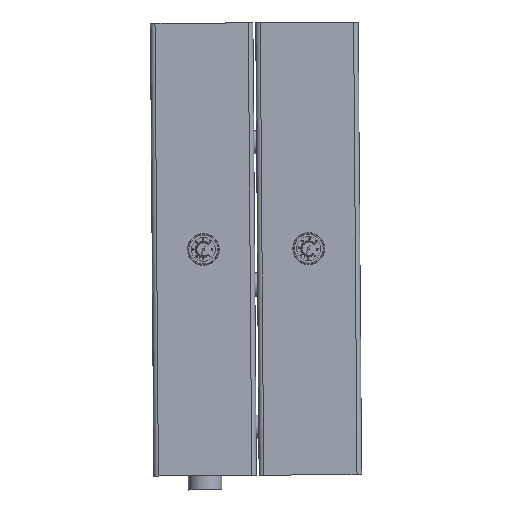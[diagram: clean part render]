
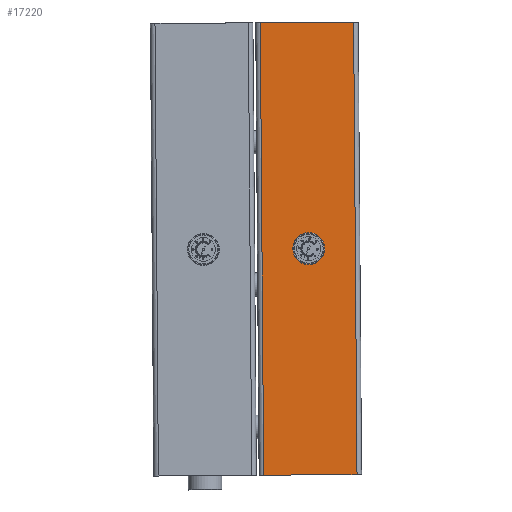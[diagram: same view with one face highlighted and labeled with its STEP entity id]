
A CAD part, left-side view. The second image highlights one B-rep face of the part: STEP entity #17220.
In plain terms, the highlighted face is planar.
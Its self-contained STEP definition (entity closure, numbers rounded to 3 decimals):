
#2128=LINE('',#28235,#4085);
#2129=LINE('',#28239,#4086);
#2130=LINE('',#28243,#4087);
#2131=LINE('',#28244,#4088);
#4085=VECTOR('',#23262,164.);
#4086=VECTOR('',#23267,795.);
#4087=VECTOR('',#23272,795.);
#4088=VECTOR('',#23273,164.);
#4764=PLANE('',#18592);
#5782=FACE_OUTER_BOUND('',#6801,.T.);
#6801=EDGE_LOOP('',(#16073,#16074,#16075,#16076));
#8881=VERTEX_POINT('',#28232);
#8882=VERTEX_POINT('',#28234);
#8883=VERTEX_POINT('',#28238);
#8884=VERTEX_POINT('',#28242);
#11281=EDGE_CURVE('',#8882,#8881,#2128,.T.);
#11283=EDGE_CURVE('',#8883,#8882,#2129,.T.);
#11285=EDGE_CURVE('',#8884,#8881,#2130,.T.);
#11286=EDGE_CURVE('',#8884,#8883,#2131,.T.);
#16073=ORIENTED_EDGE('',*,*,#11283,.T.);
#16074=ORIENTED_EDGE('',*,*,#11281,.T.);
#16075=ORIENTED_EDGE('',*,*,#11285,.F.);
#16076=ORIENTED_EDGE('',*,*,#11286,.T.);
#17220=ADVANCED_FACE('',(#5782),#4764,.F.);
#18592=AXIS2_PLACEMENT_3D('',#28241,#23270,#23271);
#23262=DIRECTION('',(-1.,0.,0.));
#23267=DIRECTION('',(0.,0.,1.));
#23270=DIRECTION('center_axis',(0.,1.,0.));
#23271=DIRECTION('ref_axis',(1.,0.,0.));
#23272=DIRECTION('',(0.,0.,1.));
#23273=DIRECTION('',(1.,0.,0.));
#28232=CARTESIAN_POINT('',(-82.,-90.,397.5));
#28234=CARTESIAN_POINT('',(82.,-90.,397.5));
#28235=CARTESIAN_POINT('',(82.,-90.,397.5));
#28238=CARTESIAN_POINT('',(82.,-90.,-397.5));
#28239=CARTESIAN_POINT('',(82.,-90.,0.));
#28241=CARTESIAN_POINT('Origin',(-82.,-90.,0.));
#28242=CARTESIAN_POINT('',(-82.,-90.,-397.5));
#28243=CARTESIAN_POINT('',(-82.,-90.,0.));
#28244=CARTESIAN_POINT('',(82.,-90.,-397.5));
